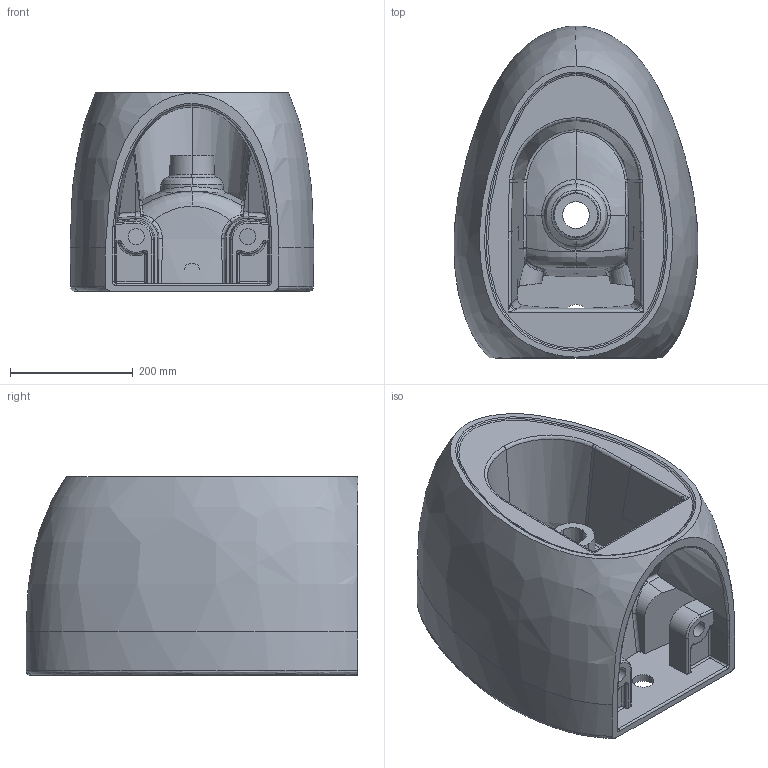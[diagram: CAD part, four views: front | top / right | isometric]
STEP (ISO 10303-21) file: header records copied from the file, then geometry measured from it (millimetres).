
FILE_DESCRIPTION(/* description */ (''),/* implementation_level */ '2;1');
FILE_NAME(/* name */ '1117 etna asma bide.stp',/* time_stamp */ '2014-04-18T17:25:07+03:00',/* author */ (''),/* organization */ (''),/* preprocessor_version */ 'ST-DEVELOPER v15',/* originating_system */ 'SIEMENS PLM Software NX 8.5',/* authorisation */ '');
FILE_SCHEMA (('AP203_CONFIGURATION_CONTROLLED_3D_DESIGN_OF_MECHANICAL_PARTS_AND_ASSEMBLIES_MIM_LF { 1 0 10303 403 2 1 2}'));
Length unit declared in the file: millimetre
Products named in the file (1): Cosk16F89B977rh5
Bounding box: 397.57 x 541.55 x 323.92 mm (x, y, z)
Volume: 28486707.5 mm3; surface area: 1200365.2 mm2
Topology: 1 solids, 2 shells, 258 faces, 654 edges, 395 vertices
Faces by surface type: bspline 135, cylinder 45, plane 44, cone 12, torus 9, sphere 8, extrusion 5
Full cylindrical faces by diameter (mm): 26 x1, 26.318 x2, 35 x1
Entity records: 21602 total; most frequent: CARTESIAN_POINT 16546, ORIENTED_EDGE 1280, DIRECTION 662, EDGE_CURVE 640, VERTEX_POINT 395, B_SPLINE_CURVE_WITH_KNOTS 323, EDGE_LOOP 277, AXIS2_PLACEMENT_3D 260
